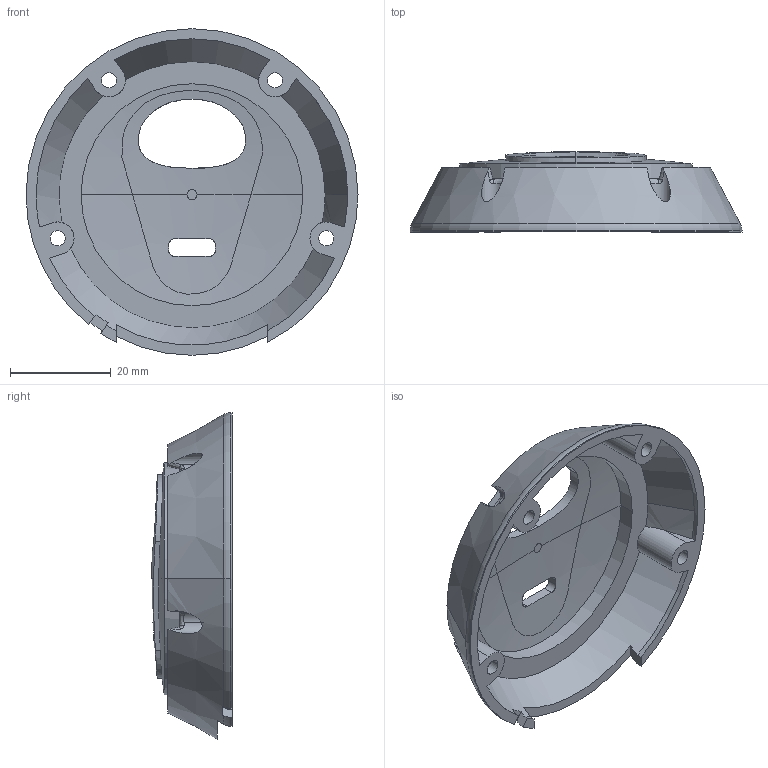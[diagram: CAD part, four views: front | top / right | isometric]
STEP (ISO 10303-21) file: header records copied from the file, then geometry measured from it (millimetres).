
FILE_DESCRIPTION (( 'STEP AP214' ), '1' );
FILE_NAME ('萇喀累奻裔.STEP', '2023-01-17T14:13:14', ( '' ), ( '' ), 'SwSTEP 2.0', 'SolidWorks 2022', '' );
FILE_SCHEMA (( 'AUTOMOTIVE_DESIGN' ));
Length unit declared in the file: millimetre
Products named in the file (1): 萇喀累奻裔
Bounding box: 65.8 x 15.95 x 64.74 mm (x, y, z)
Volume: 7516.4 mm3; surface area: 10965 mm2
Topology: 2 solids, 2 shells, 136 faces, 377 edges, 245 vertices
Faces by surface type: cylinder 37, bspline 36, plane 35, cone 16, sphere 8, torus 4
Entity records: 6509 total; most frequent: CARTESIAN_POINT 3252, ORIENTED_EDGE 754, DIRECTION 573, EDGE_CURVE 377, VERTEX_POINT 245, AXIS2_PLACEMENT_3D 237, EDGE_LOOP 150, FACE_OUTER_BOUND 136
